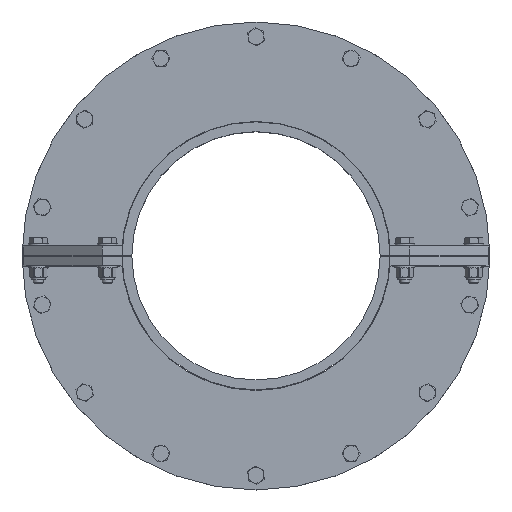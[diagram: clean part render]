
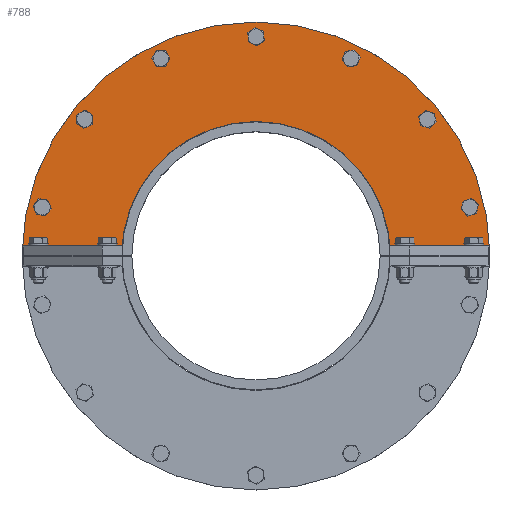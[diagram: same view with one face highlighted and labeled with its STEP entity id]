
A CAD part, top view. The second image highlights one B-rep face of the part: STEP entity #788.
In plain terms, the highlighted planar face has unit normal (0, 0, 1).
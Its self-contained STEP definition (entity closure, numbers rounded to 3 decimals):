
#404=CARTESIAN_POINT('',(237.5,0.2,10.0));
#405=VERTEX_POINT('',#404);
#414=CARTESIAN_POINT('',(136.5,0.2,10.0));
#415=VERTEX_POINT('',#414);
#416=CARTESIAN_POINT('',(136.5,0.2,10.0));
#417=DIRECTION('',(1.0,0.0,0.0));
#418=VECTOR('',#417,101.);
#419=LINE('',#416,#418);
#420=EDGE_CURVE('',#415,#405,#419,.T.);
#446=CARTESIAN_POINT('',(-237.5,0.2,10.0));
#447=VERTEX_POINT('',#446);
#462=CARTESIAN_POINT('',(-136.5,0.2,10.0));
#463=VERTEX_POINT('',#462);
#470=CARTESIAN_POINT('',(-237.5,0.2,10.0));
#471=DIRECTION('',(1.0,0.0,0.0));
#472=VECTOR('',#471,101.);
#473=LINE('',#470,#472);
#474=EDGE_CURVE('',#447,#463,#473,.T.);
#588=CARTESIAN_POINT('',(0.0,0.0,10.0));
#589=DIRECTION('',(0.0,0.0,-1.0));
#590=DIRECTION('',(-1.0,0.0,0.0));
#591=AXIS2_PLACEMENT_3D('',#588,#589,#590);
#592=CIRCLE('',#591,136.5);
#593=EDGE_CURVE('',#463,#415,#592,.T.);
#606=CARTESIAN_POINT('',(5.631,219.788,10.0));
#607=VERTEX_POINT('',#606);
#608=CARTESIAN_POINT('',(0.,222.5,10.0));
#609=DIRECTION('',(0.0,0.0,-1.0));
#610=DIRECTION('',(0.901,-0.434,0.0));
#611=AXIS2_PLACEMENT_3D('',#608,#609,#610);
#612=CIRCLE('',#611,6.25);
#613=EDGE_CURVE('',#607,#607,#612,.T.);
#626=CARTESIAN_POINT('',(100.436,195.579,10.0));
#627=VERTEX_POINT('',#626);
#628=CARTESIAN_POINT('',(96.539,200.466,10.0));
#629=DIRECTION('',(0.0,0.0,-1.0));
#630=DIRECTION('',(0.623,-0.782,0.0));
#631=AXIS2_PLACEMENT_3D('',#628,#629,#630);
#632=CIRCLE('',#631,6.25);
#633=EDGE_CURVE('',#627,#627,#632,.T.);
#646=CARTESIAN_POINT('',(175.348,132.633,10.0));
#647=VERTEX_POINT('',#646);
#648=CARTESIAN_POINT('',(173.958,138.726,10.0));
#649=DIRECTION('',(0.0,0.0,-1.0));
#650=DIRECTION('',(0.223,-0.975,0.0));
#651=AXIS2_PLACEMENT_3D('',#648,#649,#650);
#652=CIRCLE('',#651,6.25);
#653=EDGE_CURVE('',#647,#647,#652,.T.);
#666=CARTESIAN_POINT('',(215.531,43.418,10.0));
#667=VERTEX_POINT('',#666);
#668=CARTESIAN_POINT('',(216.921,49.511,10.0));
#669=DIRECTION('',(0.0,0.0,-1.0));
#670=DIRECTION('',(-0.223,-0.975,0.0));
#671=AXIS2_PLACEMENT_3D('',#668,#669,#670);
#672=CIRCLE('',#671,6.25);
#673=EDGE_CURVE('',#667,#667,#672,.T.);
#686=CARTESIAN_POINT('',(-213.025,54.397,10.0));
#687=VERTEX_POINT('',#686);
#688=CARTESIAN_POINT('',(-216.921,49.511,10.0));
#689=DIRECTION('',(0.0,0.0,-1.0));
#690=DIRECTION('',(0.623,0.782,0.0));
#691=AXIS2_PLACEMENT_3D('',#688,#689,#690);
#692=CIRCLE('',#691,6.25);
#693=EDGE_CURVE('',#687,#687,#692,.T.);
#706=CARTESIAN_POINT('',(-168.326,141.438,10.0));
#707=VERTEX_POINT('',#706);
#708=CARTESIAN_POINT('',(-173.958,138.726,10.0));
#709=DIRECTION('',(0.0,0.0,-1.0));
#710=DIRECTION('',(0.901,0.434,0.0));
#711=AXIS2_PLACEMENT_3D('',#708,#709,#710);
#712=CIRCLE('',#711,6.25);
#713=EDGE_CURVE('',#707,#707,#712,.T.);
#726=CARTESIAN_POINT('',(-90.289,200.466,10.0));
#727=VERTEX_POINT('',#726);
#728=CARTESIAN_POINT('',(-96.539,200.466,10.0));
#729=DIRECTION('',(0.0,0.0,-1.0));
#730=DIRECTION('',(1.0,0.0,0.0));
#731=AXIS2_PLACEMENT_3D('',#728,#729,#730);
#732=CIRCLE('',#731,6.25);
#733=EDGE_CURVE('',#727,#727,#732,.T.);
#744=CARTESIAN_POINT('',(0.0,0.0,10.0));
#745=DIRECTION('',(0.0,0.0,-1.0));
#746=DIRECTION('',(-1.0,0.0,0.0));
#747=AXIS2_PLACEMENT_3D('',#744,#745,#746);
#748=CIRCLE('',#747,237.5);
#749=EDGE_CURVE('',#447,#405,#748,.T.);
#756=CARTESIAN_POINT('',(0.0,0.0,10.0));
#757=DIRECTION('',(0.0,0.0,-1.0));
#758=DIRECTION('',(-1.0,0.0,0.0));
#759=AXIS2_PLACEMENT_3D('',#756,#757,#758);
#760=PLANE('',#759);
#761=ORIENTED_EDGE('',*,*,#474,.T.);
#762=ORIENTED_EDGE('',*,*,#593,.T.);
#763=ORIENTED_EDGE('',*,*,#420,.T.);
#764=ORIENTED_EDGE('',*,*,#749,.F.);
#765=EDGE_LOOP('',(#761,#762,#763,#764));
#766=FACE_OUTER_BOUND('',#765,.T.);
#767=ORIENTED_EDGE('',*,*,#613,.T.);
#768=EDGE_LOOP('',(#767));
#769=FACE_BOUND('',#768,.T.);
#770=ORIENTED_EDGE('',*,*,#633,.T.);
#771=EDGE_LOOP('',(#770));
#772=FACE_BOUND('',#771,.T.);
#773=ORIENTED_EDGE('',*,*,#653,.T.);
#774=EDGE_LOOP('',(#773));
#775=FACE_BOUND('',#774,.T.);
#776=ORIENTED_EDGE('',*,*,#673,.T.);
#777=EDGE_LOOP('',(#776));
#778=FACE_BOUND('',#777,.T.);
#779=ORIENTED_EDGE('',*,*,#693,.T.);
#780=EDGE_LOOP('',(#779));
#781=FACE_BOUND('',#780,.T.);
#782=ORIENTED_EDGE('',*,*,#713,.T.);
#783=EDGE_LOOP('',(#782));
#784=FACE_BOUND('',#783,.T.);
#785=ORIENTED_EDGE('',*,*,#733,.T.);
#786=EDGE_LOOP('',(#785));
#787=FACE_BOUND('',#786,.T.);
#788=ADVANCED_FACE('',(#766,#769,#772,#775,#778,#781,#784,#787),#760,.F.);
